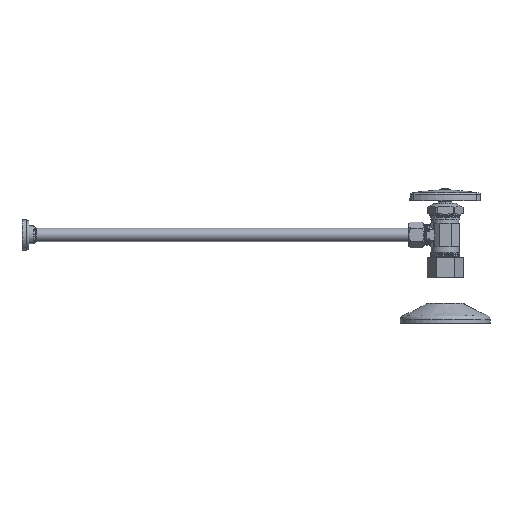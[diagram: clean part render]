
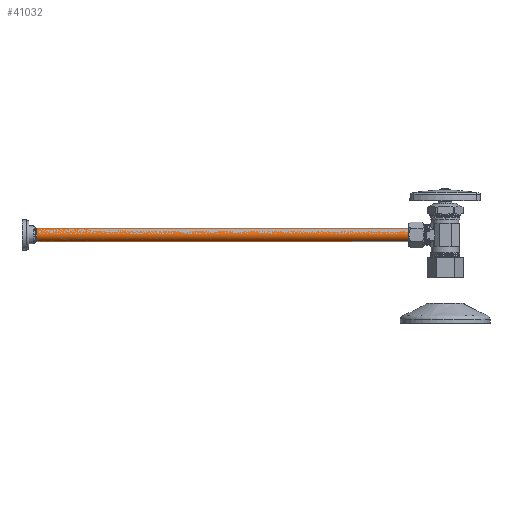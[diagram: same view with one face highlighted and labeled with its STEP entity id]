
A CAD part, left-side view. The second image highlights one B-rep face of the part: STEP entity #41032.
In plain terms, the highlighted cylindrical face has radius 4.699 mm (diameter 9.398 mm), a partial arc.
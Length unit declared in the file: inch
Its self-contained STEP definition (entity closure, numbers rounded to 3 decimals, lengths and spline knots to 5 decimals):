
#40408=CARTESIAN_POINT('',(0.,11.395,0.));
#40409=DIRECTION('',(0.,-1.,0.));
#40410=DIRECTION('',(0.,0.,1.));
#40411=AXIS2_PLACEMENT_3D('',#40408,#40409,#40410);
#40431=DIRECTION('',(0.,-1.,0.));
#40432=VECTOR('',#40431,11.115);
#40433=CARTESIAN_POINT('',(0.,11.395,-0.185));
#40434=LINE('',#40433,#40432);
#40440=DIRECTION('',(0.,1.,0.));
#40441=VECTOR('',#40440,11.115);
#40442=CARTESIAN_POINT('',(0.,0.28,0.185));
#40443=LINE('',#40442,#40441);
#40444=CARTESIAN_POINT('',(0.,0.28,0.));
#40445=DIRECTION('',(0.,-1.,0.));
#40446=DIRECTION('',(0.,0.,1.));
#40447=AXIS2_PLACEMENT_3D('',#40444,#40445,#40446);
#40527=CARTESIAN_POINT('',(0.,0.28,0.185));
#40528=CARTESIAN_POINT('',(0.,0.28,-0.185));
#40529=VERTEX_POINT('',#40527);
#40530=VERTEX_POINT('',#40528);
#40595=CARTESIAN_POINT('',(0.,11.395,-0.185));
#40596=VERTEX_POINT('',#40595);
#40597=CARTESIAN_POINT('',(0.,11.395,0.185));
#40598=VERTEX_POINT('',#40597);
#41020=CARTESIAN_POINT('',(0.,0.0577,0.));
#41021=DIRECTION('',(0.,1.,0.));
#41022=DIRECTION('',(0.,0.,1.));
#41023=AXIS2_PLACEMENT_3D('',#41020,#41021,#41022);
#41024=CYLINDRICAL_SURFACE('',#41023,0.185);
#41025=ORIENTED_EDGE('',*,*,#41010,.F.);
#41026=ORIENTED_EDGE('',*,*,#40987,.F.);
#41027=ORIENTED_EDGE('',*,*,#41014,.F.);
#41029=ORIENTED_EDGE('',*,*,#41028,.T.);
#41030=EDGE_LOOP('',(#41025,#41026,#41027,#41029));
#41031=FACE_OUTER_BOUND('',#41030,.F.);
#41032=ADVANCED_FACE('',(#41031),#41024,.T.);
#40412=CIRCLE('',#40411,0.185);
#40448=CIRCLE('',#40447,0.185);
#40987=EDGE_CURVE('',#40598,#40596,#40412,.T.);
#41010=EDGE_CURVE('',#40596,#40530,#40434,.T.);
#41014=EDGE_CURVE('',#40529,#40598,#40443,.T.);
#41028=EDGE_CURVE('',#40529,#40530,#40448,.T.);
